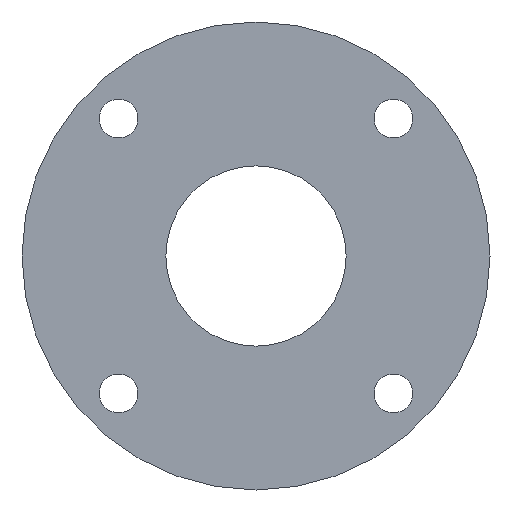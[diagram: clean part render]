
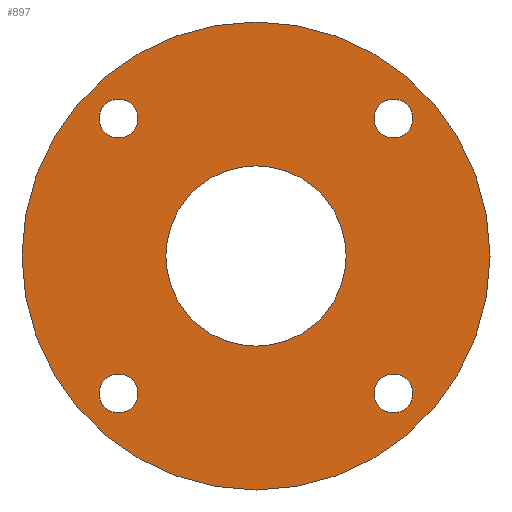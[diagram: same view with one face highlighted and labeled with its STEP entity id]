
A CAD part, front view. The second image highlights one B-rep face of the part: STEP entity #897.
In plain terms, the highlighted planar face has unit normal (0, -1, 0).
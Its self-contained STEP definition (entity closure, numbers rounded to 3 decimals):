
#43=CARTESIAN_POINT('',(0.,0.,0.));
#44=DIRECTION('',(0.,1.,0.));
#45=DIRECTION('',(1.,0.,0.));
#46=AXIS2_PLACEMENT_3D('',#43,#44,#45);
#59=CARTESIAN_POINT('',(0.,0.,0.));
#60=DIRECTION('',(0.,-1.,0.));
#61=DIRECTION('',(1.,0.,0.));
#62=AXIS2_PLACEMENT_3D('',#59,#60,#61);
#74=CARTESIAN_POINT('',(0.,0.,0.));
#75=DIRECTION('',(0.,1.,0.));
#76=DIRECTION('',(1.,0.,0.));
#77=AXIS2_PLACEMENT_3D('',#74,#75,#76);
#82=CARTESIAN_POINT('',(0.,0.,0.));
#83=DIRECTION('',(0.,-1.,0.));
#84=DIRECTION('',(1.,0.,0.));
#85=AXIS2_PLACEMENT_3D('',#82,#83,#84);
#90=CARTESIAN_POINT('',(-32.,0.,32.));
#91=DIRECTION('',(0.,-1.,0.));
#92=DIRECTION('',(1.,0.,0.));
#93=AXIS2_PLACEMENT_3D('',#90,#91,#92);
#98=CARTESIAN_POINT('',(-32.,0.,32.));
#99=DIRECTION('',(0.,-1.,0.));
#100=DIRECTION('',(-1.,0.,0.));
#101=AXIS2_PLACEMENT_3D('',#98,#99,#100);
#106=CARTESIAN_POINT('',(-32.,0.,-32.));
#107=DIRECTION('',(0.,-1.,0.));
#108=DIRECTION('',(1.,0.,0.));
#109=AXIS2_PLACEMENT_3D('',#106,#107,#108);
#114=CARTESIAN_POINT('',(-32.,0.,-32.));
#115=DIRECTION('',(0.,-1.,0.));
#116=DIRECTION('',(-1.,0.,0.));
#117=AXIS2_PLACEMENT_3D('',#114,#115,#116);
#122=CARTESIAN_POINT('',(32.,0.,32.));
#123=DIRECTION('',(0.,-1.,0.));
#124=DIRECTION('',(1.,0.,0.));
#125=AXIS2_PLACEMENT_3D('',#122,#123,#124);
#130=CARTESIAN_POINT('',(32.,0.,32.));
#131=DIRECTION('',(0.,-1.,0.));
#132=DIRECTION('',(-1.,0.,0.));
#133=AXIS2_PLACEMENT_3D('',#130,#131,#132);
#138=CARTESIAN_POINT('',(32.,0.,-32.));
#139=DIRECTION('',(0.,-1.,0.));
#140=DIRECTION('',(1.,0.,0.));
#141=AXIS2_PLACEMENT_3D('',#138,#139,#140);
#146=CARTESIAN_POINT('',(32.,0.,-32.));
#147=DIRECTION('',(0.,-1.,0.));
#148=DIRECTION('',(-1.,0.,0.));
#149=AXIS2_PLACEMENT_3D('',#146,#147,#148);
#740=CARTESIAN_POINT('',(54.5,0.,0.));
#742=VERTEX_POINT('',#740);
#755=CARTESIAN_POINT('',(21.,0.,0.));
#757=VERTEX_POINT('',#755);
#758=CARTESIAN_POINT('',(-54.5,0.,0.));
#760=VERTEX_POINT('',#758);
#777=CARTESIAN_POINT('',(-21.,0.,0.));
#779=VERTEX_POINT('',#777);
#786=CARTESIAN_POINT('',(-27.5,0.,32.));
#787=CARTESIAN_POINT('',(-36.5,0.,32.));
#788=VERTEX_POINT('',#786);
#789=VERTEX_POINT('',#787);
#794=CARTESIAN_POINT('',(-27.5,0.,-32.));
#795=CARTESIAN_POINT('',(-36.5,0.,-32.));
#796=VERTEX_POINT('',#794);
#797=VERTEX_POINT('',#795);
#802=CARTESIAN_POINT('',(36.5,0.,32.));
#803=CARTESIAN_POINT('',(27.5,0.,32.));
#804=VERTEX_POINT('',#802);
#805=VERTEX_POINT('',#803);
#810=CARTESIAN_POINT('',(36.5,0.,-32.));
#811=CARTESIAN_POINT('',(27.5,0.,-32.));
#812=VERTEX_POINT('',#810);
#813=VERTEX_POINT('',#811);
#858=CARTESIAN_POINT('',(0.,0.,0.));
#859=DIRECTION('',(0.,1.,0.));
#860=DIRECTION('',(1.,0.,0.));
#861=AXIS2_PLACEMENT_3D('',#858,#859,#860);
#862=PLANE('',#861);
#863=ORIENTED_EDGE('',*,*,#850,.F.);
#864=ORIENTED_EDGE('',*,*,#839,.T.);
#865=EDGE_LOOP('',(#863,#864));
#866=FACE_OUTER_BOUND('',#865,.F.);
#868=ORIENTED_EDGE('',*,*,#867,.F.);
#870=ORIENTED_EDGE('',*,*,#869,.T.);
#871=EDGE_LOOP('',(#868,#870));
#872=FACE_BOUND('',#871,.F.);
#874=ORIENTED_EDGE('',*,*,#873,.T.);
#876=ORIENTED_EDGE('',*,*,#875,.T.);
#877=EDGE_LOOP('',(#874,#876));
#878=FACE_BOUND('',#877,.F.);
#880=ORIENTED_EDGE('',*,*,#879,.T.);
#882=ORIENTED_EDGE('',*,*,#881,.T.);
#883=EDGE_LOOP('',(#880,#882));
#884=FACE_BOUND('',#883,.F.);
#886=ORIENTED_EDGE('',*,*,#885,.T.);
#888=ORIENTED_EDGE('',*,*,#887,.T.);
#889=EDGE_LOOP('',(#886,#888));
#890=FACE_BOUND('',#889,.F.);
#892=ORIENTED_EDGE('',*,*,#891,.T.);
#894=ORIENTED_EDGE('',*,*,#893,.T.);
#895=EDGE_LOOP('',(#892,#894));
#896=FACE_BOUND('',#895,.F.);
#897=ADVANCED_FACE('',(#866,#872,#878,#884,#890,#896),#862,.F.);
#47=CIRCLE('',#46,54.5);
#63=CIRCLE('',#62,54.5);
#78=CIRCLE('',#77,21.);
#86=CIRCLE('',#85,21.);
#94=CIRCLE('',#93,4.5);
#102=CIRCLE('',#101,4.5);
#110=CIRCLE('',#109,4.5);
#118=CIRCLE('',#117,4.5);
#126=CIRCLE('',#125,4.5);
#134=CIRCLE('',#133,4.5);
#142=CIRCLE('',#141,4.5);
#150=CIRCLE('',#149,4.5);
#839=EDGE_CURVE('',#742,#760,#47,.T.);
#850=EDGE_CURVE('',#742,#760,#63,.T.);
#867=EDGE_CURVE('',#757,#779,#78,.T.);
#869=EDGE_CURVE('',#757,#779,#86,.T.);
#873=EDGE_CURVE('',#788,#789,#94,.T.);
#875=EDGE_CURVE('',#789,#788,#102,.T.);
#879=EDGE_CURVE('',#796,#797,#110,.T.);
#881=EDGE_CURVE('',#797,#796,#118,.T.);
#885=EDGE_CURVE('',#804,#805,#126,.T.);
#887=EDGE_CURVE('',#805,#804,#134,.T.);
#891=EDGE_CURVE('',#812,#813,#142,.T.);
#893=EDGE_CURVE('',#813,#812,#150,.T.);
